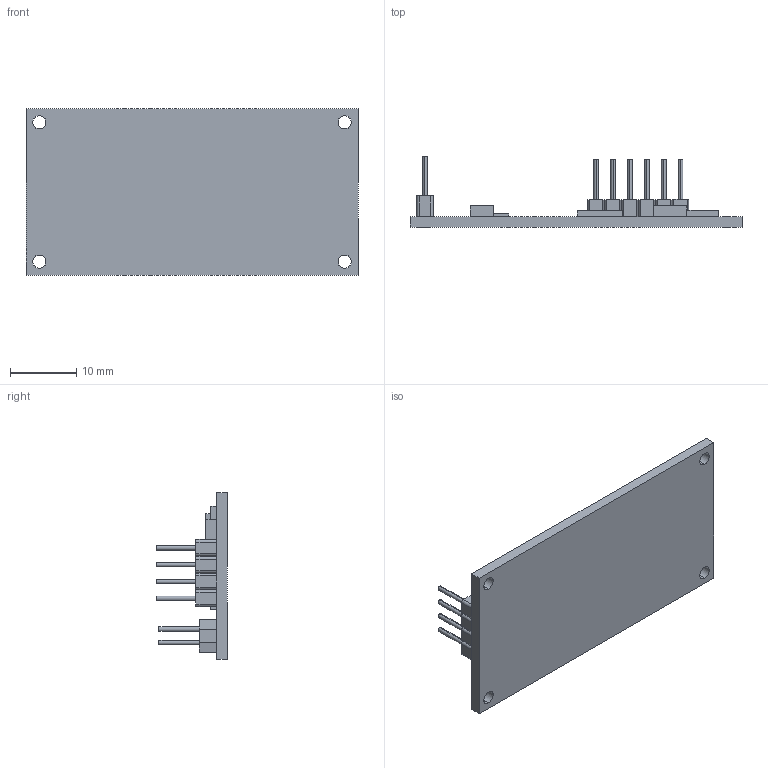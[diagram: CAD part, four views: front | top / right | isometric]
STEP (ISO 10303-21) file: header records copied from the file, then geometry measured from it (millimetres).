
FILE_DESCRIPTION (( 'STEP AP214' ), '1' );
FILE_NAME ('Board.STEP', '2013-04-26T07:42:08', ( 'User' ), ( '' ), 'SwSTEP 2.0', 'SolidWorks 2012', '' );
FILE_SCHEMA (( 'AUTOMOTIVE_DESIGN' ));
Length unit declared in the file: inch
Products named in the file (1): Board
Bounding box: 50 x 10.65 x 25 mm (x, y, z)
Volume: 2443.7 mm3; surface area: 3427.5 mm2
Topology: 1 solids, 1 shells, 184 faces, 456 edges, 304 vertices
Faces by surface type: plane 128, cylinder 56
Entity records: 7731 total; most frequent: CARTESIAN_POINT 945, DIRECTION 938, ORIENTED_EDGE 912, EDGE_CURVE 456, VECTOR 344, LINE 344, VERTEX_POINT 304, AXIS2_PLACEMENT_3D 297
